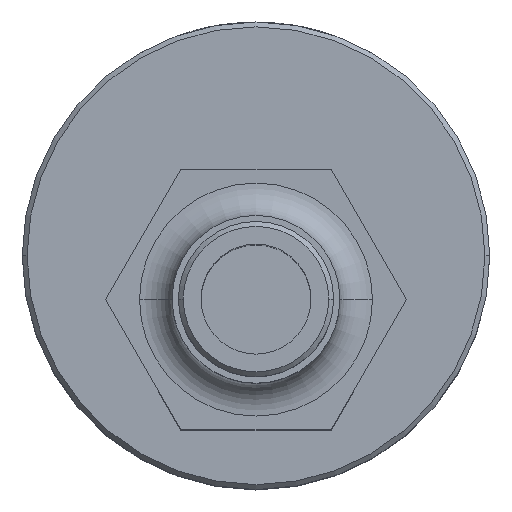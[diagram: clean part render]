
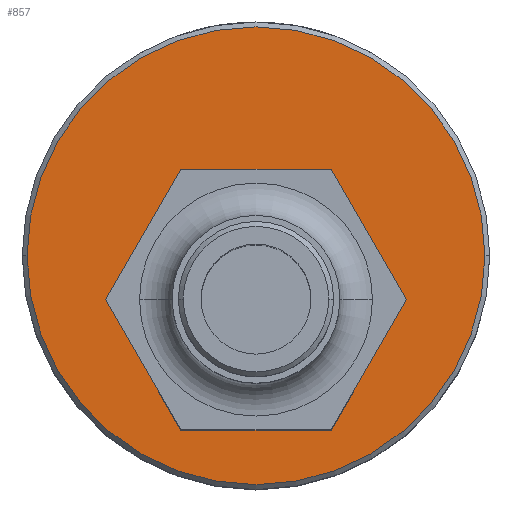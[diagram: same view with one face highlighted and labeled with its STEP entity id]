
A CAD part, top view. The second image highlights one B-rep face of the part: STEP entity #857.
In plain terms, the highlighted planar face has unit normal (0, 0, 1).
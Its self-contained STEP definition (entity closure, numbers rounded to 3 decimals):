
#11 = PLANE ( 'NONE',  #2448 ) ;
#12 = CARTESIAN_POINT ( 'NONE',  ( 0., 2.7, 134.7 ) ) ;
#13 = DIRECTION ( 'NONE',  ( 0., 0., 1. ) ) ;
#14 = DIRECTION ( 'NONE',  ( 1., 0., 0. ) ) ;
#228 = CARTESIAN_POINT ( 'NONE',  ( 0., 2.7, 134.7 ) ) ;
#229 = DIRECTION ( 'NONE',  ( 0., 0., 1. ) ) ;
#230 = DIRECTION ( 'NONE',  ( 1., 0., 0. ) ) ;
#664 = LINE ( 'NONE', #674, #1596 ) ;
#674 = CARTESIAN_POINT ( 'NONE',  ( -4.619, 8., 134.7 ) ) ;
#675 = DIRECTION ( 'NONE',  ( -0.5, -0.866, 0. ) ) ;
#742 = EDGE_CURVE ( 'NONE', #2643, #2642, #1277, .T. ) ;
#743 = EDGE_CURVE ( 'NONE', #2779, #3088, #774, .T. ) ;
#746 = EDGE_CURVE ( 'NONE', #2642, #2638, #1276, .T. ) ;
#748 = EDGE_CURVE ( 'NONE', #2693, #2643, #1162, .T. ) ;
#774 = CIRCLE ( 'NONE', #2362, 14.05 ) ;
#820 = CIRCLE ( 'NONE', #2541, 14.05 ) ;
#848 = EDGE_CURVE ( 'NONE', #2694, #2693, #1140, .T. ) ;
#857 = ADVANCED_FACE ( 'NONE', ( #2440, #2439 ), #11, .T. ) ;
#881 = EDGE_CURVE ( 'NONE', #3088, #2779, #820, .T. ) ;
#1099 = DIRECTION ( 'NONE',  ( 0.5, -0.866, 0. ) ) ;
#1131 = CARTESIAN_POINT ( 'NONE',  ( -9.238, 0., 134.7 ) ) ;
#1140 = LINE ( 'NONE', #1131, #2406 ) ;
#1162 = LINE ( 'NONE', #1283, #2369 ) ;
#1192 = CARTESIAN_POINT ( 'NONE',  ( 9.238, 0., 134.7 ) ) ;
#1194 = DIRECTION ( 'NONE',  ( -0.5, 0.866, 0. ) ) ;
#1207 = DIRECTION ( 'NONE',  ( 1., 0., 0. ) ) ;
#1274 = CARTESIAN_POINT ( 'NONE',  ( 0., 2.7, 134.7 ) ) ;
#1276 = LINE ( 'NONE', #1192, #2366 ) ;
#1277 = LINE ( 'NONE', #1280, #2363 ) ;
#1280 = CARTESIAN_POINT ( 'NONE',  ( 4.619, -8., 134.7 ) ) ;
#1283 = CARTESIAN_POINT ( 'NONE',  ( -4.619, -8., 134.7 ) ) ;
#1284 = DIRECTION ( 'NONE',  ( 1., 0., 0. ) ) ;
#1285 = DIRECTION ( 'NONE',  ( 0.5, 0.866, 0. ) ) ;
#1286 = DIRECTION ( 'NONE',  ( 0., 0., 1. ) ) ;
#1478 = VECTOR ( 'NONE', #1831, 1000. ) ;
#1596 = VECTOR ( 'NONE', #675, 1000. ) ;
#1829 = LINE ( 'NONE', #1830, #1478 ) ;
#1830 = CARTESIAN_POINT ( 'NONE',  ( 4.619, 8., 134.7 ) ) ;
#1831 = DIRECTION ( 'NONE',  ( -1., 0., 0. ) ) ;
#2048 = CARTESIAN_POINT ( 'NONE',  ( 4.619, 8., 134.7 ) ) ;
#2051 = CARTESIAN_POINT ( 'NONE',  ( 9.238, 0., 134.7 ) ) ;
#2052 = CARTESIAN_POINT ( 'NONE',  ( 4.619, -8., 134.7 ) ) ;
#2064 = CARTESIAN_POINT ( 'NONE',  ( -4.619, 8., 134.7 ) ) ;
#2065 = CARTESIAN_POINT ( 'NONE',  ( -4.619, -8., 134.7 ) ) ;
#2066 = CARTESIAN_POINT ( 'NONE',  ( -9.238, 0., 134.7 ) ) ;
#2078 = CARTESIAN_POINT ( 'NONE',  ( -14.05, 2.7, 134.7 ) ) ;
#2113 = CARTESIAN_POINT ( 'NONE',  ( 14.05, 2.7, 134.7 ) ) ;
#2205 = EDGE_CURVE ( 'NONE', #2692, #2694, #664, .T. ) ;
#2262 = EDGE_CURVE ( 'NONE', #2638, #2692, #1829, .T. ) ;
#2362 = AXIS2_PLACEMENT_3D ( 'NONE', #1274, #1286, #1207 ) ;
#2363 = VECTOR ( 'NONE', #1285, 1000. ) ;
#2366 = VECTOR ( 'NONE', #1194, 1000. ) ;
#2369 = VECTOR ( 'NONE', #1284, 1000. ) ;
#2406 = VECTOR ( 'NONE', #1099, 1000. ) ;
#2439 = FACE_BOUND ( 'NONE', #2918, .T. ) ;
#2440 = FACE_OUTER_BOUND ( 'NONE', #2920, .T. ) ;
#2448 = AXIS2_PLACEMENT_3D ( 'NONE', #12, #13, #14 ) ;
#2541 = AXIS2_PLACEMENT_3D ( 'NONE', #228, #229, #230 ) ;
#2638 = VERTEX_POINT ( 'NONE', #2048 ) ;
#2642 = VERTEX_POINT ( 'NONE', #2051 ) ;
#2643 = VERTEX_POINT ( 'NONE', #2052 ) ;
#2692 = VERTEX_POINT ( 'NONE', #2064 ) ;
#2693 = VERTEX_POINT ( 'NONE', #2065 ) ;
#2694 = VERTEX_POINT ( 'NONE', #2066 ) ;
#2711 = ORIENTED_EDGE ( 'NONE', *, *, #2262, .F. ) ;
#2755 = ORIENTED_EDGE ( 'NONE', *, *, #743, .T. ) ;
#2757 = ORIENTED_EDGE ( 'NONE', *, *, #748, .F. ) ;
#2765 = ORIENTED_EDGE ( 'NONE', *, *, #742, .F. ) ;
#2779 = VERTEX_POINT ( 'NONE', #2078 ) ;
#2820 = ORIENTED_EDGE ( 'NONE', *, *, #746, .F. ) ;
#2835 = ORIENTED_EDGE ( 'NONE', *, *, #881, .T. ) ;
#2836 = ORIENTED_EDGE ( 'NONE', *, *, #848, .F. ) ;
#2918 = EDGE_LOOP ( 'NONE', ( #2820, #2765, #2757, #2836, #3077, #2711 ) ) ;
#2920 = EDGE_LOOP ( 'NONE', ( #2755, #2835 ) ) ;
#3077 = ORIENTED_EDGE ( 'NONE', *, *, #2205, .F. ) ;
#3088 = VERTEX_POINT ( 'NONE', #2113 ) ;
